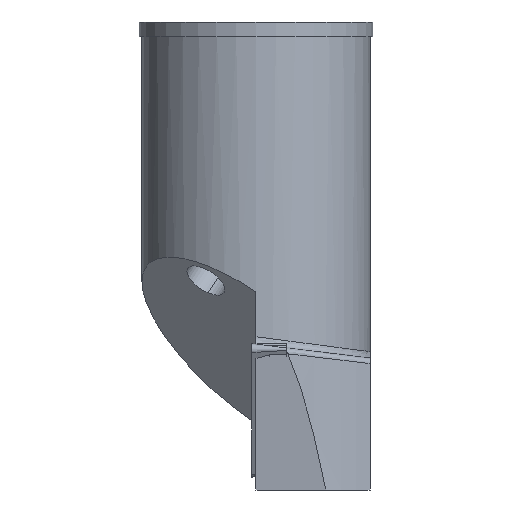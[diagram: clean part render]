
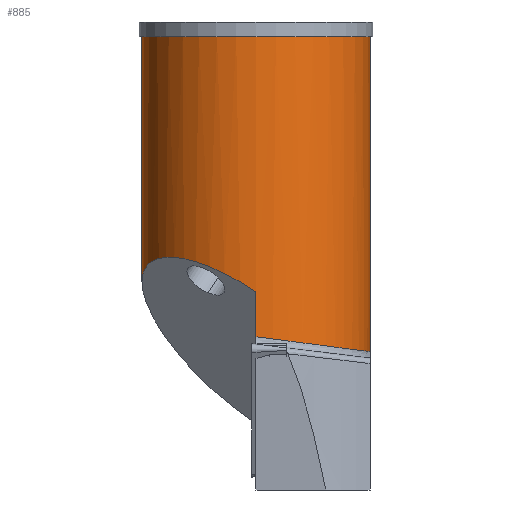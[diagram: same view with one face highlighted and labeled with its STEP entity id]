
A CAD part, left-side view. The second image highlights one B-rep face of the part: STEP entity #885.
In plain terms, the highlighted cylindrical face has radius 7.8 mm (diameter 15.6 mm), a partial arc.
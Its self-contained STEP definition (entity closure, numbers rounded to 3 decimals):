
#535=VERTEX_POINT('NONE',#1516);
#611=VERTEX_POINT('NONE',#1598);
#773=EDGE_CURVE('NONE',#611,#1473,#1783,.T.);
#861=EDGE_CURVE('NONE',#969,#1201,#1881,.T.);
#885=ADVANCED_FACE('NONE',(#1908),#1909,.T.);
#951=EDGE_CURVE('NONE',#535,#1095,#1979,.T.);
#969=VERTEX_POINT('NONE',#1999);
#1063=EDGE_CURVE('NONE',#1473,#969,#2102,.T.);
#1073=EDGE_CURVE('NONE',#611,#535,#2112,.T.);
#1095=VERTEX_POINT('NONE',#2138);
#1201=VERTEX_POINT('NONE',#2258);
#1207=EDGE_CURVE('NONE',#1201,#1095,#2264,.F.);
#1473=VERTEX_POINT('NONE',#2557);
#1516=CARTESIAN_POINT('',(0.,7.8,-12.137));
#1598=CARTESIAN_POINT('',(-7.8,0.,-12.833));
#1783=LINE('',#3913,#3914);
#1881=LINE('',#4045,#4046);
#1908=FACE_OUTER_BOUND('',#4079,.T.);
#1909=CYLINDRICAL_SURFACE('',#4080,7.8);
#1979=LINE('',#4623,#4624);
#1999=CARTESIAN_POINT('',(0.,-7.8,-16.919));
#2102=B_SPLINE_CURVE_WITH_KNOTS('',3,(#4808,#4809,#4810,#4811,#4812,#4813,#4814,#4815,#4816,#4817,#4818,#4819,#4820),.UNSPECIFIED.,.F.,.F.,(4,3,3,3,4),(0.0,0.25,0.536,0.813,1.0),.UNSPECIFIED.);
#2112=ELLIPSE('',#4836,10.4,7.8);
#2138=CARTESIAN_POINT('',(0.,7.8,4.622));
#2258=CARTESIAN_POINT('',(0.,-7.8,4.622));
#2264=CIRCLE('',#5045,7.8);
#2557=CARTESIAN_POINT('',(-7.8,0.,-15.9));
#3913=CARTESIAN_POINT('',(-7.8,0.,-26.378));
#3914=VECTOR('',#5834,1.0);
#4045=CARTESIAN_POINT('',(0.,-7.8,-26.378));
#4046=VECTOR('',#5964,1000.0);
#4079=EDGE_LOOP('',(#5990,#5991,#5992,#5993,#5994,#5995));
#4080=AXIS2_PLACEMENT_3D('',#5996,#5997,#5998);
#4623=CARTESIAN_POINT('',(0.,7.8,-26.378));
#4624=VECTOR('',#6059,1000.0);
#4808=CARTESIAN_POINT('',(-7.8,0.,-15.9));
#4809=CARTESIAN_POINT('',(-7.8,-1.014,-16.032));
#4810=CARTESIAN_POINT('',(-7.599,-2.031,-16.165));
#4811=CARTESIAN_POINT('',(-7.212,-2.971,-16.288));
#4812=CARTESIAN_POINT('',(-6.768,-4.048,-16.429));
#4813=CARTESIAN_POINT('',(-6.079,-5.024,-16.556));
#4814=CARTESIAN_POINT('',(-5.21,-5.805,-16.658));
#4815=CARTESIAN_POINT('',(-4.367,-6.561,-16.756));
#4816=CARTESIAN_POINT('',(-3.355,-7.133,-16.832));
#4817=CARTESIAN_POINT('',(-2.268,-7.463,-16.875));
#4818=CARTESIAN_POINT('',(-1.535,-7.686,-16.904));
#4819=CARTESIAN_POINT('',(-0.766,-7.8,-16.919));
#4820=CARTESIAN_POINT('',(0.,-7.8,-16.919));
#4836=AXIS2_PLACEMENT_3D('',#6212,#6213,#6214);
#5045=AXIS2_PLACEMENT_3D('',#6413,#6414,#6415);
#5834=DIRECTION('',(0.0,0.0,-1.0));
#5964=DIRECTION('',(-0.0,0.,1.0));
#5990=ORIENTED_EDGE('',*,*,#1063,.T.);
#5991=ORIENTED_EDGE('',*,*,#861,.T.);
#5992=ORIENTED_EDGE('',*,*,#1207,.T.);
#5993=ORIENTED_EDGE('',*,*,#951,.F.);
#5994=ORIENTED_EDGE('',*,*,#1073,.F.);
#5995=ORIENTED_EDGE('',*,*,#773,.T.);
#5996=CARTESIAN_POINT('',(0.,0.,-26.378));
#5997=DIRECTION('',(-0.0,-0.0,1.0));
#5998=DIRECTION('',(0.0,1.0,0.0));
#6059=DIRECTION('',(-0.0,0.,1.0));
#6212=CARTESIAN_POINT('',(0.,0.,-17.337));
#6213=DIRECTION('',(-0.433,0.5,-0.75));
#6214=DIRECTION('',(-0.491,0.567,0.661));
#6413=CARTESIAN_POINT('',(0.,0.,4.622));
#6414=DIRECTION('',(0.,0.,1.0));
#6415=DIRECTION('',(0.,1.0,0.));
